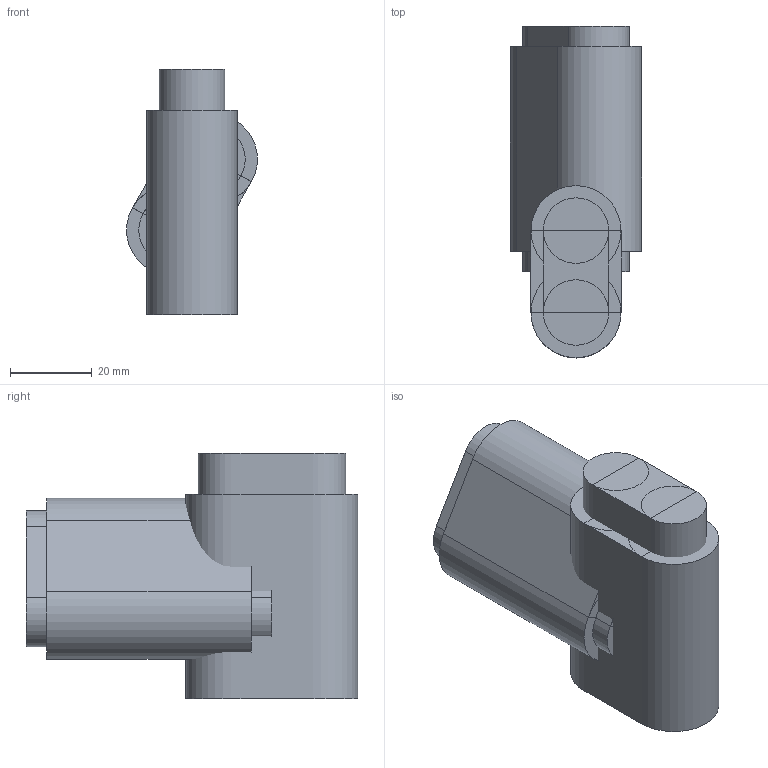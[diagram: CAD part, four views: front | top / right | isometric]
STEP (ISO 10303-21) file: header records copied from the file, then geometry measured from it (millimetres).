
FILE_DESCRIPTION(('FreeCAD Model'),'2;1');
FILE_NAME('Open CASCADE Shape Model','2024-09-04T12:58:19',(''),(''), 'Open CASCADE STEP processor 7.6','FreeCAD','Unknown');
FILE_SCHEMA(('AUTOMOTIVE_DESIGN { 1 0 10303 214 1 1 1 1 }'));
Length unit declared in the file: millimetre
Products named in the file (10): dsvMouthpiece1; cylinder; cylinder001; cube; union; cylinder002; cylinder003; cube001; union001; difference
Assembly tree (9 placements, depth 2):
  dsvMouthpiece1
    cylinder
    cylinder001
    cube
    union
    cylinder002
    cylinder003
    cube001
    union001
    difference
Bounding box: 32 x 81 x 60 mm (x, y, z)
Surface area: 49429.4 mm2
Topology: 9 solids, 9 shells, 80 faces, 132 edges, 68 vertices
Faces by surface type: plane 68, cylinder 12
Full cylindrical faces by diameter (mm): 16 x2, 22 x2
Entity records: 2036 total; most frequent: DIRECTION 360, CARTESIAN_POINT 290, ORIENTED_EDGE 264, AXIS2_PLACEMENT_3D 138, EDGE_CURVE 132, LINE 84, VECTOR 84, ADVANCED_FACE 80
